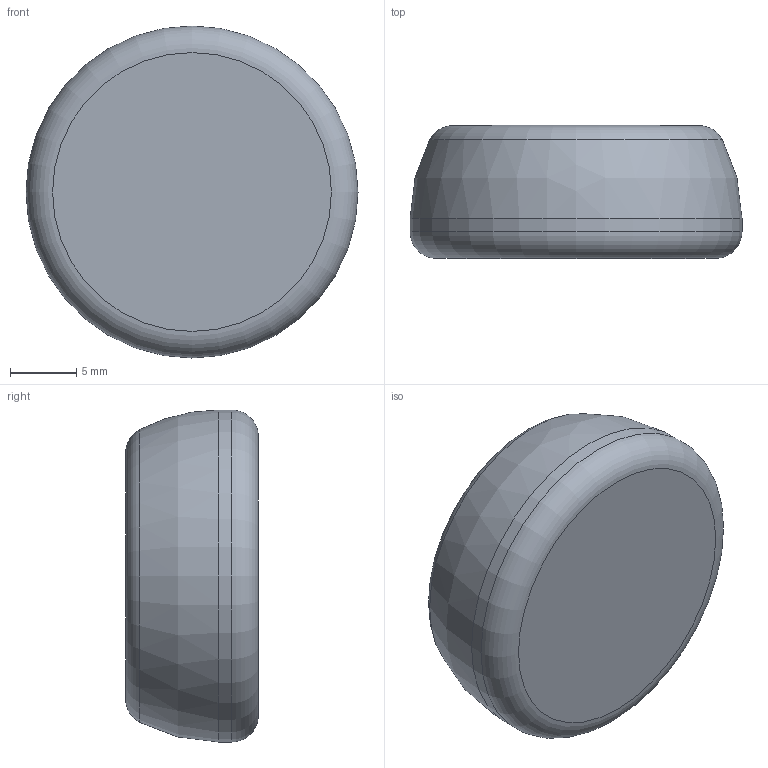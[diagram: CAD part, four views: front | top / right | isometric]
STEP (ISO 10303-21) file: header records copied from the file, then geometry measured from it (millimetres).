
FILE_DESCRIPTION(/* description */ (''),/* implementation_level */ '2;1');
FILE_NAME(/* name */ 'SMC8-10.stp',/* time_stamp */ '2021-10-27T12:52:26+01:00',/* author */ ('Sandfield Engineering'),/* organization */ ('Sandfield Engineering'),/* preprocessor_version */ 'ST-DEVELOPER v18.1',/* originating_system */ 'Autodesk Inventor 2021',/* authorisation */ '');
FILE_SCHEMA (('AUTOMOTIVE_DESIGN { 1 0 10303 214 3 1 1 }'));
Length unit declared in the file: millimetre
Products named in the file (1): SMC8-10
Bounding box: 25 x 10 x 25 mm (x, y, z)
Volume: 2039.9 mm3; surface area: 2133.3 mm2
Topology: 1 solids, 1 shells, 10 faces, 31 edges, 23 vertices
Faces by surface type: torus 4, cylinder 2, bspline 2, plane 2
Full cylindrical faces by diameter (mm): 21 x1, 25 x1
Entity records: 465 total; most frequent: CARTESIAN_POINT 117, DIRECTION 78, ORIENTED_EDGE 62, AXIS2_PLACEMENT_3D 38, EDGE_CURVE 31, CIRCLE 29, VERTEX_POINT 23, FACE_OUTER_BOUND 10
